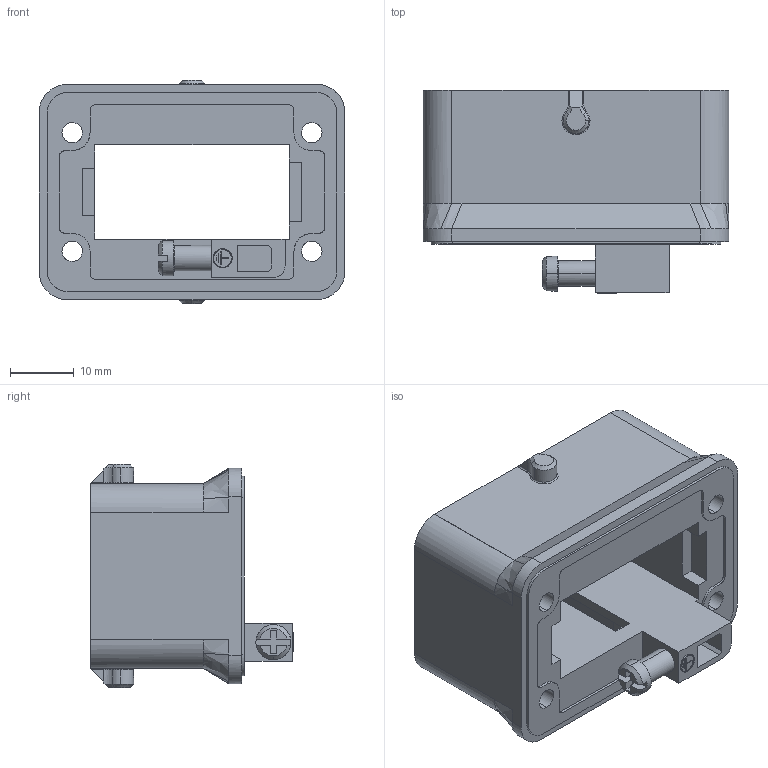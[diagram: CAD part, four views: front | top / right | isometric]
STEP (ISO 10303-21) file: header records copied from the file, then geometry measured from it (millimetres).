
FILE_DESCRIPTION (( 'STEP AP203' ), '1' );
FILE_NAME ('H1M-MBK-2B.STP', '2017-09-26T01:29:01', ( '微软用户' ), ( '微软中国' ), 'SwSTEP 2.0', 'SolidWorks 2012', '' );
FILE_SCHEMA (( 'CONFIG_CONTROL_DESIGN' ));
Length unit declared in the file: millimetre
Products named in the file (1): H1M-MBK-2B
Bounding box: 48 x 31.83 x 35 mm (x, y, z)
Volume: 16596 mm3; surface area: 10910.1 mm2
Topology: 1 solids, 1 shells, 270 faces, 758 edges, 500 vertices
Faces by surface type: plane 150, cylinder 83, bspline 24, cone 13
Entity records: 11961 total; most frequent: CARTESIAN_POINT 5438, ORIENTED_EDGE 1516, DIRECTION 1046, EDGE_CURVE 758, VERTEX_POINT 500, LINE 474, VECTOR 474, EDGE_LOOP 290
